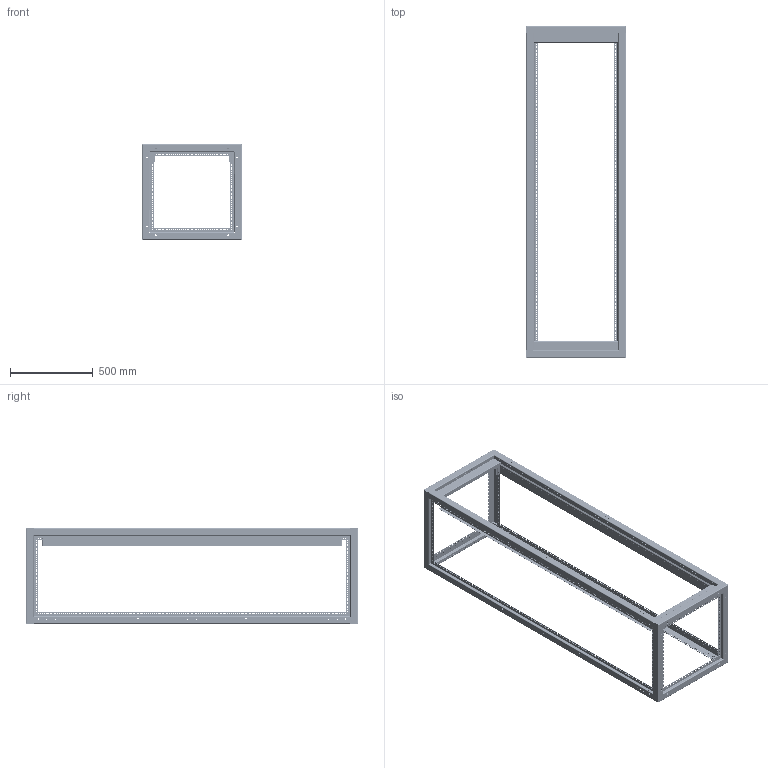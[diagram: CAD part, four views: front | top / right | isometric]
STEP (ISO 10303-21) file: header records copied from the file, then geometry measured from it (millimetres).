
FILE_DESCRIPTION(('STEP AP214'),'1');
FILE_NAME('cctmp_E0615D6D-82D3-4C5E-9461-04BA842D5ED6_2023_07_22_16_09_14_0632..stp','2023-07-22T14:09:19',('SIEMENS A&D'),('CADClick - www.CADClick.com'),'Spatial InterOp 3D postprocessed',' ','unknown authorization');
FILE_SCHEMA(('AUTOMOTIVE_DESIGN'));
Length unit declared in the file: millimetre
Products named in the file (27): cc_unnamed; 2023_07_22_16_09_14_0432; 2023_07_22_16_09_14_0428; 2023_07_22_16_09_14_0424; 2023_07_22_16_09_14_0420; 2023_07_22_16_09_14_0416; 2023_07_22_16_09_14_0412; 2023_07_22_16_09_14_0408; 2023_07_22_16_09_14_0404; 2023_07_22_16_09_14_0400; 2023_07_22_16_09_14_0396; 2023_07_22_16_09_14_0392; 2023_07_22_16_09_14_0388; 2023_07_22_16_09_14_0384; 2023_07_22_16_09_14_0380; 2023_07_22_16_09_14_0376; 2023_07_22_16_09_14_0372; 2023_07_22_16_09_14_0368; 2023_07_22_16_09_14_0364; 2023_07_22_16_09_14_0360; 2023_07_22_16_09_14_0356; 2023_07_22_16_09_14_0352; 2023_07_22_16_09_14_0348; 2023_07_22_16_09_14_0344; 2023_07_22_16_09_14_0340; 2023_07_22_16_09_14_0336; 2023_07_22_16_09_14_0332
Assembly tree (26 placements, depth 2):
  cc_unnamed
    2023_07_22_16_09_14_0432
    2023_07_22_16_09_14_0428
    2023_07_22_16_09_14_0424
    2023_07_22_16_09_14_0420
    2023_07_22_16_09_14_0416
    2023_07_22_16_09_14_0412
    2023_07_22_16_09_14_0408
    2023_07_22_16_09_14_0404
    2023_07_22_16_09_14_0400
    2023_07_22_16_09_14_0396
    2023_07_22_16_09_14_0392
    2023_07_22_16_09_14_0388
    2023_07_22_16_09_14_0384
    2023_07_22_16_09_14_0380
    2023_07_22_16_09_14_0376
    2023_07_22_16_09_14_0372
    2023_07_22_16_09_14_0368
    2023_07_22_16_09_14_0364
    2023_07_22_16_09_14_0360
    2023_07_22_16_09_14_0356
    2023_07_22_16_09_14_0352
    2023_07_22_16_09_14_0348
    2023_07_22_16_09_14_0344
    2023_07_22_16_09_14_0340
    2023_07_22_16_09_14_0336
    2023_07_22_16_09_14_0332
Bounding box: 600 x 2000 x 575 mm (x, y, z)
Volume: 4665036 mm3; surface area: 5191785.1 mm2
Topology: 26 solids, 26 shells, 5776 faces, 17032 edges, 11292 vertices
Faces by surface type: plane 3316, cylinder 2396, cone 64
Entity records: 218284 total; most frequent: CARTESIAN_POINT 34407, ORIENTED_EDGE 34064, DIRECTION 33558, EDGE_CURVE 17032, LINE 12064, VECTOR 12064, VERTEX_POINT 11292, AXIS2_PLACEMENT_3D 10747
